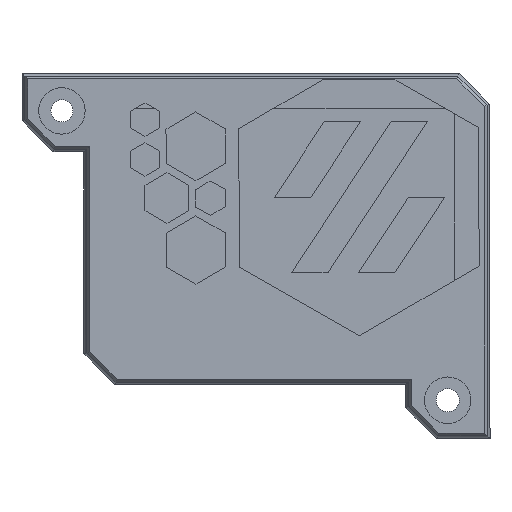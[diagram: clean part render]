
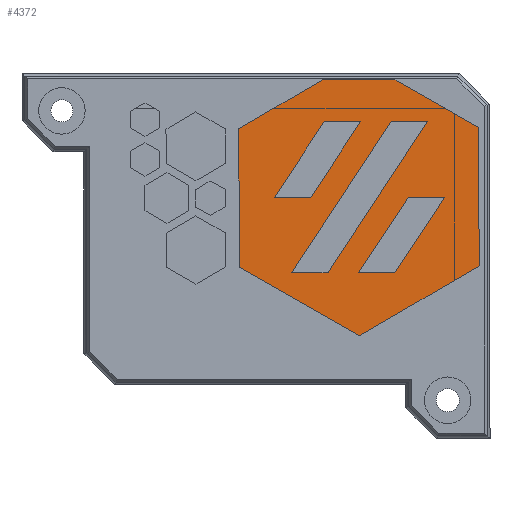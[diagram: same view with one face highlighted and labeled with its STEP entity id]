
A CAD part, left-side view. The second image highlights one B-rep face of the part: STEP entity #4372.
In plain terms, the highlighted planar face has unit normal (-1, 0, 0).
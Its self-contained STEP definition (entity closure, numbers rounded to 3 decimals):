
#55=FACE_BOUND('',#693,.T.);
#56=FACE_BOUND('',#694,.T.);
#57=FACE_BOUND('',#695,.T.);
#195=PLANE('',#4658);
#426=FACE_OUTER_BOUND('',#692,.T.);
#692=EDGE_LOOP('',(#3649,#3650,#3651,#3652,#3653,#3654,#3655));
#693=EDGE_LOOP('',(#3656,#3657,#3658,#3659));
#694=EDGE_LOOP('',(#3660,#3661,#3662,#3663));
#695=EDGE_LOOP('',(#3664,#3665,#3666,#3667));
#1115=LINE('',#6603,#1681);
#1118=LINE('',#6608,#1684);
#1120=LINE('',#6613,#1686);
#1123=LINE('',#6618,#1689);
#1125=LINE('',#6623,#1691);
#1128=LINE('',#6628,#1694);
#1129=LINE('',#6631,#1695);
#1131=LINE('',#6634,#1697);
#1132=LINE('',#6637,#1698);
#1134=LINE('',#6640,#1700);
#1135=LINE('',#6643,#1701);
#1137=LINE('',#6646,#1703);
#1138=LINE('',#6650,#1704);
#1139=LINE('',#6652,#1705);
#1140=LINE('',#6654,#1706);
#1141=LINE('',#6656,#1707);
#1142=LINE('',#6658,#1708);
#1143=LINE('',#6660,#1709);
#1144=LINE('',#6661,#1710);
#1681=VECTOR('',#5390,10.);
#1684=VECTOR('',#5395,10.);
#1686=VECTOR('',#5399,10.);
#1689=VECTOR('',#5404,10.);
#1691=VECTOR('',#5408,10.);
#1694=VECTOR('',#5413,10.);
#1695=VECTOR('',#5416,10.);
#1697=VECTOR('',#5420,10.);
#1698=VECTOR('',#5423,10.);
#1700=VECTOR('',#5427,10.);
#1701=VECTOR('',#5430,10.);
#1703=VECTOR('',#5434,10.);
#1704=VECTOR('',#5437,10.);
#1705=VECTOR('',#5438,10.);
#1706=VECTOR('',#5439,10.);
#1707=VECTOR('',#5440,10.);
#1708=VECTOR('',#5441,10.);
#1709=VECTOR('',#5442,10.);
#1710=VECTOR('',#5443,10.);
#2186=VERTEX_POINT('',#6600);
#2187=VERTEX_POINT('',#6602);
#2188=VERTEX_POINT('',#6606);
#2189=VERTEX_POINT('',#6610);
#2190=VERTEX_POINT('',#6612);
#2191=VERTEX_POINT('',#6616);
#2192=VERTEX_POINT('',#6620);
#2193=VERTEX_POINT('',#6622);
#2194=VERTEX_POINT('',#6626);
#2195=VERTEX_POINT('',#6630);
#2196=VERTEX_POINT('',#6636);
#2197=VERTEX_POINT('',#6642);
#2198=VERTEX_POINT('',#6648);
#2199=VERTEX_POINT('',#6649);
#2200=VERTEX_POINT('',#6651);
#2201=VERTEX_POINT('',#6653);
#2202=VERTEX_POINT('',#6655);
#2203=VERTEX_POINT('',#6657);
#2204=VERTEX_POINT('',#6659);
#2687=EDGE_CURVE('',#2187,#2186,#1115,.T.);
#2690=EDGE_CURVE('',#2186,#2188,#1118,.T.);
#2692=EDGE_CURVE('',#2190,#2189,#1120,.T.);
#2695=EDGE_CURVE('',#2189,#2191,#1123,.T.);
#2697=EDGE_CURVE('',#2193,#2192,#1125,.T.);
#2700=EDGE_CURVE('',#2192,#2194,#1128,.T.);
#2701=EDGE_CURVE('',#2195,#2193,#1129,.T.);
#2703=EDGE_CURVE('',#2194,#2195,#1131,.T.);
#2704=EDGE_CURVE('',#2196,#2187,#1132,.T.);
#2706=EDGE_CURVE('',#2188,#2196,#1134,.T.);
#2707=EDGE_CURVE('',#2197,#2190,#1135,.T.);
#2709=EDGE_CURVE('',#2191,#2197,#1137,.T.);
#2710=EDGE_CURVE('',#2198,#2199,#1138,.T.);
#2711=EDGE_CURVE('',#2200,#2198,#1139,.T.);
#2712=EDGE_CURVE('',#2201,#2200,#1140,.T.);
#2713=EDGE_CURVE('',#2202,#2201,#1141,.T.);
#2714=EDGE_CURVE('',#2203,#2202,#1142,.T.);
#2715=EDGE_CURVE('',#2204,#2203,#1143,.T.);
#2716=EDGE_CURVE('',#2199,#2204,#1144,.T.);
#3649=ORIENTED_EDGE('',*,*,#2710,.F.);
#3650=ORIENTED_EDGE('',*,*,#2711,.F.);
#3651=ORIENTED_EDGE('',*,*,#2712,.F.);
#3652=ORIENTED_EDGE('',*,*,#2713,.F.);
#3653=ORIENTED_EDGE('',*,*,#2714,.F.);
#3654=ORIENTED_EDGE('',*,*,#2715,.F.);
#3655=ORIENTED_EDGE('',*,*,#2716,.F.);
#3656=ORIENTED_EDGE('',*,*,#2697,.T.);
#3657=ORIENTED_EDGE('',*,*,#2700,.T.);
#3658=ORIENTED_EDGE('',*,*,#2703,.T.);
#3659=ORIENTED_EDGE('',*,*,#2701,.T.);
#3660=ORIENTED_EDGE('',*,*,#2687,.T.);
#3661=ORIENTED_EDGE('',*,*,#2690,.T.);
#3662=ORIENTED_EDGE('',*,*,#2706,.T.);
#3663=ORIENTED_EDGE('',*,*,#2704,.T.);
#3664=ORIENTED_EDGE('',*,*,#2692,.T.);
#3665=ORIENTED_EDGE('',*,*,#2695,.T.);
#3666=ORIENTED_EDGE('',*,*,#2709,.T.);
#3667=ORIENTED_EDGE('',*,*,#2707,.T.);
#4372=ADVANCED_FACE('',(#426,#55,#56,#57),#195,.F.);
#4658=AXIS2_PLACEMENT_3D('',#6647,#5435,#5436);
#5390=DIRECTION('',(0.,1.,0.));
#5395=DIRECTION('',(0.,-0.549,0.836));
#5399=DIRECTION('',(0.,0.549,-0.836));
#5404=DIRECTION('',(0.,1.,0.));
#5408=DIRECTION('',(0.,-0.549,0.836));
#5413=DIRECTION('',(0.,-1.,0.));
#5416=DIRECTION('',(0.,1.,0.));
#5420=DIRECTION('',(0.,0.549,-0.836));
#5423=DIRECTION('',(0.,0.549,-0.836));
#5427=DIRECTION('',(0.,-1.,0.));
#5430=DIRECTION('',(0.,-1.,0.));
#5434=DIRECTION('',(0.,-0.549,0.836));
#5435=DIRECTION('center_axis',(1.,0.,0.));
#5436=DIRECTION('ref_axis',(0.,0.,-1.));
#5437=DIRECTION('',(0.,-0.006,-1.));
#5438=DIRECTION('',(0.,-0.869,-0.495));
#5439=DIRECTION('',(0.,-1.,0.));
#5440=DIRECTION('',(0.,-0.863,0.505));
#5441=DIRECTION('',(0.,0.006,1.));
#5442=DIRECTION('',(0.,0.869,0.495));
#5443=DIRECTION('',(0.,0.863,-0.505));
#6600=CARTESIAN_POINT('',(-197.38,-41.979,73.776));
#6602=CARTESIAN_POINT('',(-197.38,-50.188,73.776));
#6603=CARTESIAN_POINT('',(-197.38,-174.832,73.776));
#6606=CARTESIAN_POINT('',(-197.38,-64.438,107.94));
#6608=CARTESIAN_POINT('',(-197.38,-83.432,136.834));
#6610=CARTESIAN_POINT('',(-197.38,-46.292,90.859));
#6612=CARTESIAN_POINT('',(-197.38,-57.52,107.94));
#6613=CARTESIAN_POINT('',(-197.38,-88.778,155.499));
#6616=CARTESIAN_POINT('',(-197.38,-38.082,90.859));
#6618=CARTESIAN_POINT('',(-197.38,-172.885,90.859));
#6620=CARTESIAN_POINT('',(-197.38,-68.335,90.859));
#6622=CARTESIAN_POINT('',(-197.38,-57.105,73.776));
#6623=CARTESIAN_POINT('',(-197.38,-96.275,133.362));
#6626=CARTESIAN_POINT('',(-197.38,-76.544,90.859));
#6628=CARTESIAN_POINT('',(-197.38,-183.906,90.859));
#6630=CARTESIAN_POINT('',(-197.38,-65.315,73.776));
#6631=CARTESIAN_POINT('',(-197.38,-182.396,73.776));
#6634=CARTESIAN_POINT('',(-197.38,-108.857,140.017));
#6636=CARTESIAN_POINT('',(-197.38,-72.646,107.94));
#6637=CARTESIAN_POINT('',(-197.38,-101.63,152.031));
#6640=CARTESIAN_POINT('',(-197.38,-181.957,107.94));
#6642=CARTESIAN_POINT('',(-197.38,-49.311,107.94));
#6643=CARTESIAN_POINT('',(-197.38,-174.394,107.94));
#6646=CARTESIAN_POINT('',(-197.38,-76.2,148.845));
#6647=CARTESIAN_POINT('Origin',(-197.38,-299.477,85.118));
#6648=CARTESIAN_POINT('',(-197.38,-84.179,106.66));
#6649=CARTESIAN_POINT('',(-197.38,-84.362,75.374));
#6650=CARTESIAN_POINT('',(-197.38,-84.337,79.616));
#6651=CARTESIAN_POINT('',(-197.38,-65.324,117.4));
#6652=CARTESIAN_POINT('',(-197.38,-170.092,57.727));
#6653=CARTESIAN_POINT('',(-197.38,-48.883,117.4));
#6654=CARTESIAN_POINT('',(-197.38,-182.4,117.4));
#6655=CARTESIAN_POINT('',(-197.38,-29.988,106.343));
#6656=CARTESIAN_POINT('',(-197.38,-135.182,167.901));
#6657=CARTESIAN_POINT('',(-197.38,-30.171,75.057));
#6658=CARTESIAN_POINT('',(-197.38,-30.055,94.942));
#6659=CARTESIAN_POINT('',(-197.38,-57.358,59.572));
#6660=CARTESIAN_POINT('',(-197.38,-129.678,18.38));
#6661=CARTESIAN_POINT('',(-197.38,-153.105,115.601));
